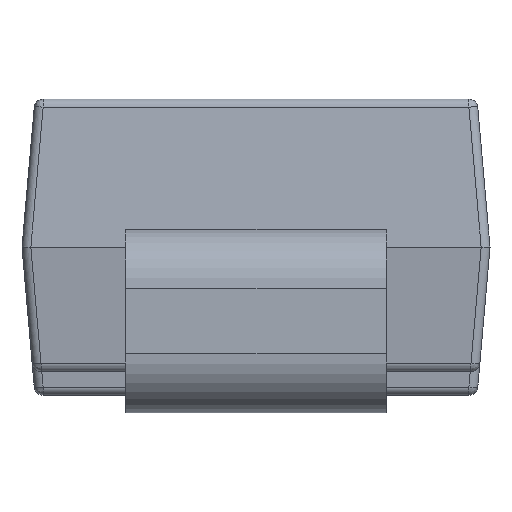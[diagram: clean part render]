
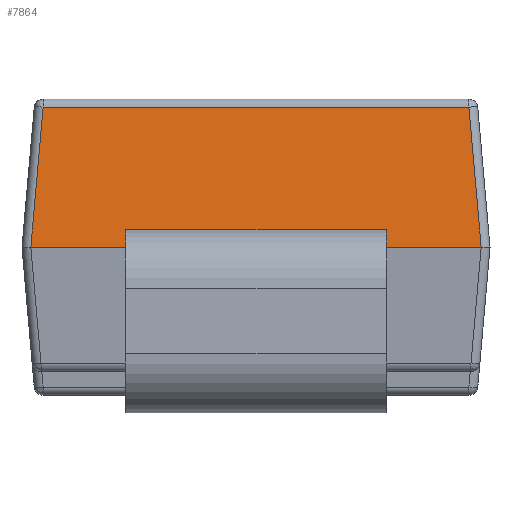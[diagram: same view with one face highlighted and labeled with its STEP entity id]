
A CAD part, left-side view. The second image highlights one B-rep face of the part: STEP entity #7864.
In plain terms, the highlighted planar face has unit normal (-0.996, 0, 0.087).
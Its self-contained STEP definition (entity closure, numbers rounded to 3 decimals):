
#68 = VECTOR ( 'NONE', #4977, 1000. ) ;
#369 = CARTESIAN_POINT ( 'NONE',  ( -0.25, 1.9, 1.4 ) ) ;
#438 = VECTOR ( 'NONE', #4337, 1000. ) ;
#776 = EDGE_CURVE ( 'NONE', #5916, #8722, #8402, .T. ) ;
#1477 = DIRECTION ( 'NONE',  ( 0., 1., 0. ) ) ;
#1591 = CARTESIAN_POINT ( 'NONE',  ( -0.147, -1.797, 2.582 ) ) ;
#1622 = CARTESIAN_POINT ( 'NONE',  ( -0.25, 1.9, 1.4 ) ) ;
#1692 = EDGE_CURVE ( 'NONE', #10240, #5916, #5485, .T. ) ;
#2057 = ORIENTED_EDGE ( 'NONE', *, *, #1692, .T. ) ;
#2487 = EDGE_CURVE ( 'NONE', #10240, #6609, #4278, .T. ) ;
#3077 = CARTESIAN_POINT ( 'NONE',  ( -0.147, 1.797, 2.582 ) ) ;
#4278 = LINE ( 'NONE', #1622, #438 ) ;
#4331 = AXIS2_PLACEMENT_3D ( 'NONE', #5060, #4884, #1477 ) ;
#4337 = DIRECTION ( 'NONE',  ( 0.087, -0.087, 0.992 ) ) ;
#4424 = EDGE_CURVE ( 'NONE', #6609, #8722, #8426, .T. ) ;
#4884 = DIRECTION ( 'NONE',  ( -0.996, 0., 0.087 ) ) ;
#4905 = ORIENTED_EDGE ( 'NONE', *, *, #2487, .F. ) ;
#4977 = DIRECTION ( 'NONE',  ( 0., -1., 0. ) ) ;
#5060 = CARTESIAN_POINT ( 'NONE',  ( -0.25, 1.975, 1.4 ) ) ;
#5429 = CARTESIAN_POINT ( 'NONE',  ( -0.25, 1.9, 1.4 ) ) ;
#5485 = LINE ( 'NONE', #5429, #10420 ) ;
#5916 = VERTEX_POINT ( 'NONE', #7216 ) ;
#6609 = VERTEX_POINT ( 'NONE', #7866 ) ;
#7216 = CARTESIAN_POINT ( 'NONE',  ( -0.25, -1.9, 1.4 ) ) ;
#7680 = EDGE_LOOP ( 'NONE', ( #7787, #4905, #2057, #9943 ) ) ;
#7787 = ORIENTED_EDGE ( 'NONE', *, *, #4424, .F. ) ;
#7864 = ADVANCED_FACE ( 'NONE', ( #10476 ), #9407, .T. ) ;
#7866 = CARTESIAN_POINT ( 'NONE',  ( -0.147, 1.797, 2.582 ) ) ;
#8349 = DIRECTION ( 'NONE',  ( 0., -1., 0. ) ) ;
#8402 = LINE ( 'NONE', #9986, #9998 ) ;
#8426 = LINE ( 'NONE', #3077, #68 ) ;
#8722 = VERTEX_POINT ( 'NONE', #1591 ) ;
#9407 = PLANE ( 'NONE',  #4331 ) ;
#9943 = ORIENTED_EDGE ( 'NONE', *, *, #776, .T. ) ;
#9986 = CARTESIAN_POINT ( 'NONE',  ( -0.25, -1.9, 1.4 ) ) ;
#9998 = VECTOR ( 'NONE', #10998, 1000. ) ;
#10240 = VERTEX_POINT ( 'NONE', #369 ) ;
#10420 = VECTOR ( 'NONE', #8349, 1000. ) ;
#10476 = FACE_OUTER_BOUND ( 'NONE', #7680, .T. ) ;
#10998 = DIRECTION ( 'NONE',  ( 0.087, 0.087, 0.992 ) ) ;
